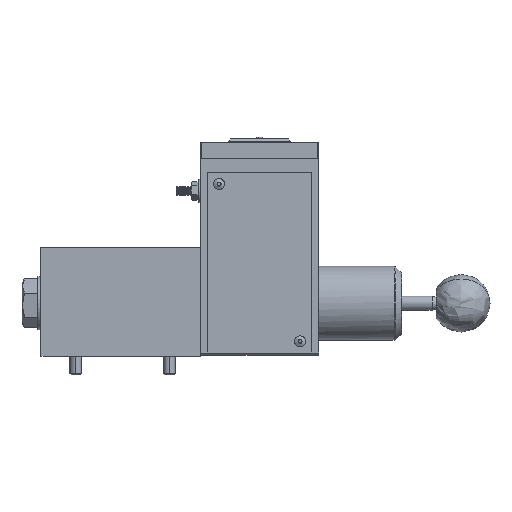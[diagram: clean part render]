
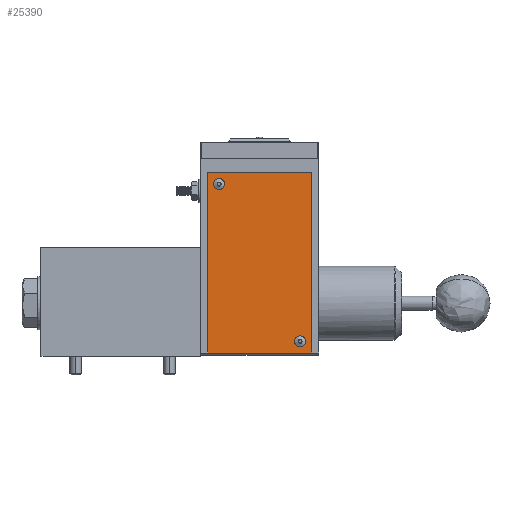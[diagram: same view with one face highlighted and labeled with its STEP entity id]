
A CAD part, left-side view. The second image highlights one B-rep face of the part: STEP entity #25390.
In plain terms, the highlighted planar face has unit normal (-1, 0, 0).
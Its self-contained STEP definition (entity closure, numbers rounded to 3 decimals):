
#232 = AXIS2_PLACEMENT_3D ( 'NONE', #38307, #38308, #38309 ) ;
#338 = AXIS2_PLACEMENT_3D ( 'NONE', #37077, #37078, #37079 ) ;
#604 = AXIS2_PLACEMENT_3D ( 'NONE', #3177, #3178, #3179 ) ;
#639 = AXIS2_PLACEMENT_3D ( 'NONE', #3291, #3292, #3293 ) ;
#3177 = CARTESIAN_POINT ( 'NONE',  ( -37.586, -14.548, 30.24 ) ) ;
#3178 = DIRECTION ( 'NONE',  ( -1., 0., 0. ) ) ;
#3179 = DIRECTION ( 'NONE',  ( 0., 1., 0. ) ) ;
#3291 = CARTESIAN_POINT ( 'NONE',  ( -37.586, -49.548, -37.76 ) ) ;
#3292 = DIRECTION ( 'NONE',  ( -1., 0., 0. ) ) ;
#3293 = DIRECTION ( 'NONE',  ( 0., 1., 0. ) ) ;
#3550 = CARTESIAN_POINT ( 'NONE',  ( -37.586, -9.548, 35.24 ) ) ;
#3554 = DIRECTION ( 'NONE',  ( 0., -1., 0. ) ) ;
#4897 = CARTESIAN_POINT ( 'NONE',  ( -37.586, -48.298, -37.76 ) ) ;
#4914 = CARTESIAN_POINT ( 'NONE',  ( -37.586, -13.298, 30.24 ) ) ;
#4917 = CARTESIAN_POINT ( 'NONE',  ( -37.586, -54.548, 35.24 ) ) ;
#4934 = CARTESIAN_POINT ( 'NONE',  ( -37.586, -15.798, 30.24 ) ) ;
#4962 = CARTESIAN_POINT ( 'NONE',  ( -37.586, -54.548, -42.76 ) ) ;
#5134 = CARTESIAN_POINT ( 'NONE',  ( -37.586, -9.548, -42.76 ) ) ;
#5141 = CARTESIAN_POINT ( 'NONE',  ( -37.586, -9.548, 35.24 ) ) ;
#5143 = CARTESIAN_POINT ( 'NONE',  ( -37.586, -50.798, -37.76 ) ) ;
#6290 = VERTEX_POINT ( 'NONE', #5143 ) ;
#6292 = VERTEX_POINT ( 'NONE', #5141 ) ;
#6299 = VERTEX_POINT ( 'NONE', #5134 ) ;
#6771 = LINE ( 'NONE', #37852, #6775 ) ;
#6775 = VECTOR ( 'NONE', #37854, 1000. ) ;
#6943 = CIRCLE ( 'NONE', #232, 1.25 ) ;
#7200 = VERTEX_POINT ( 'NONE', #4962 ) ;
#7233 = VERTEX_POINT ( 'NONE', #4934 ) ;
#7296 = VERTEX_POINT ( 'NONE', #4917 ) ;
#7312 = VERTEX_POINT ( 'NONE', #4897 ) ;
#7313 = VERTEX_POINT ( 'NONE', #4914 ) ;
#7949 = FACE_BOUND ( 'NONE', #8183, .T. ) ;
#7951 = FACE_BOUND ( 'NONE', #8341, .T. ) ;
#7954 = FACE_OUTER_BOUND ( 'NONE', #13584, .T. ) ;
#8183 = EDGE_LOOP ( 'NONE', ( #13029, #13028 ) ) ;
#8341 = EDGE_LOOP ( 'NONE', ( #13006, #13012 ) ) ;
#10419 = PLANE ( 'NONE',  #32156 ) ;
#10425 = CARTESIAN_POINT ( 'NONE',  ( -37.586, -9.548, 35.24 ) ) ;
#10426 = DIRECTION ( 'NONE',  ( 1., 0., 0. ) ) ;
#10427 = DIRECTION ( 'NONE',  ( 0., 1., 0. ) ) ;
#13006 = ORIENTED_EDGE ( 'NONE', *, *, #27782, .F. ) ;
#13012 = ORIENTED_EDGE ( 'NONE', *, *, #28074, .F. ) ;
#13017 = ORIENTED_EDGE ( 'NONE', *, *, #28014, .F. ) ;
#13026 = ORIENTED_EDGE ( 'NONE', *, *, #27438, .F. ) ;
#13028 = ORIENTED_EDGE ( 'NONE', *, *, #27577, .F. ) ;
#13029 = ORIENTED_EDGE ( 'NONE', *, *, #28116, .F. ) ;
#13037 = ORIENTED_EDGE ( 'NONE', *, *, #29516, .F. ) ;
#13039 = ORIENTED_EDGE ( 'NONE', *, *, #27809, .F. ) ;
#13584 = EDGE_LOOP ( 'NONE', ( #13026, #13039, #13037, #13017 ) ) ;
#25390 = ADVANCED_FACE ( 'NONE', ( #7949, #7954, #7951 ), #10419, .F. ) ;
#27438 = EDGE_CURVE ( 'NONE', #7200, #6299, #6771, .T. ) ;
#27577 = EDGE_CURVE ( 'NONE', #6290, #7312, #6943, .T. ) ;
#27782 = EDGE_CURVE ( 'NONE', #7313, #7233, #35693, .T. ) ;
#27809 = EDGE_CURVE ( 'NONE', #7296, #7200, #35730, .T. ) ;
#28014 = EDGE_CURVE ( 'NONE', #6299, #6292, #36004, .T. ) ;
#28074 = EDGE_CURVE ( 'NONE', #7233, #7313, #36081, .T. ) ;
#28116 = EDGE_CURVE ( 'NONE', #7312, #6290, #36146, .T. ) ;
#29516 = EDGE_CURVE ( 'NONE', #6292, #7296, #36253, .T. ) ;
#32156 = AXIS2_PLACEMENT_3D ( 'NONE', #10425, #10426, #10427 ) ;
#35693 = CIRCLE ( 'NONE', #338, 1.25 ) ;
#35730 = LINE ( 'NONE', #37144, #35733 ) ;
#35733 = VECTOR ( 'NONE', #37145, 1000. ) ;
#36004 = LINE ( 'NONE', #37770, #36005 ) ;
#36005 = VECTOR ( 'NONE', #37765, 1000. ) ;
#36081 = CIRCLE ( 'NONE', #604, 1.25 ) ;
#36146 = CIRCLE ( 'NONE', #639, 1.25 ) ;
#36253 = LINE ( 'NONE', #3550, #36270 ) ;
#36270 = VECTOR ( 'NONE', #3554, 1000. ) ;
#37077 = CARTESIAN_POINT ( 'NONE',  ( -37.586, -14.548, 30.24 ) ) ;
#37078 = DIRECTION ( 'NONE',  ( -1., 0., 0. ) ) ;
#37079 = DIRECTION ( 'NONE',  ( 0., 1., 0. ) ) ;
#37144 = CARTESIAN_POINT ( 'NONE',  ( -37.586, -54.548, 35.24 ) ) ;
#37145 = DIRECTION ( 'NONE',  ( 0., 0., -1. ) ) ;
#37765 = DIRECTION ( 'NONE',  ( 0., 0., 1. ) ) ;
#37770 = CARTESIAN_POINT ( 'NONE',  ( -37.586, -9.548, 35.24 ) ) ;
#37852 = CARTESIAN_POINT ( 'NONE',  ( -37.586, -9.548, -42.76 ) ) ;
#37854 = DIRECTION ( 'NONE',  ( 0., 1., 0. ) ) ;
#38307 = CARTESIAN_POINT ( 'NONE',  ( -37.586, -49.548, -37.76 ) ) ;
#38308 = DIRECTION ( 'NONE',  ( -1., 0., 0. ) ) ;
#38309 = DIRECTION ( 'NONE',  ( 0., 1., 0. ) ) ;
